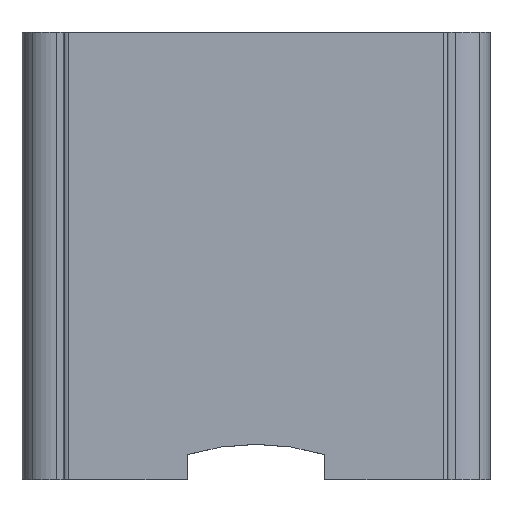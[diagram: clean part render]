
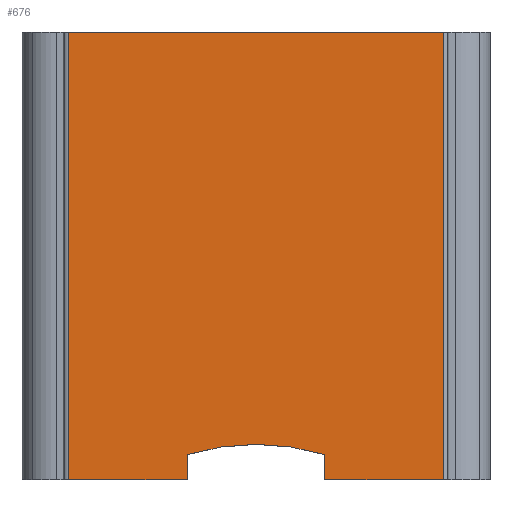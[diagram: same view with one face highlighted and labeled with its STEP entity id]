
A CAD part, top view. The second image highlights one B-rep face of the part: STEP entity #676.
In plain terms, the highlighted planar face has unit normal (0, 0, 1).
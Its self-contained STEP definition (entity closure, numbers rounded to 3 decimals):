
#18 = CARTESIAN_POINT ( 'NONE',  ( -2.841, 0., 1.448 ) ) ;
#31 = DIRECTION ( 'NONE',  ( 0., -1., 0. ) ) ;
#84 = FACE_OUTER_BOUND ( 'NONE', #1637, .T. ) ;
#109 = DIRECTION ( 'NONE',  ( -1., 0., 0. ) ) ;
#115 = ORIENTED_EDGE ( 'NONE', *, *, #1926, .F. ) ;
#132 = DIRECTION ( 'NONE',  ( 0., 1., 0. ) ) ;
#138 = VERTEX_POINT ( 'NONE', #1840 ) ;
#192 = LINE ( 'NONE', #549, #1625 ) ;
#193 = CARTESIAN_POINT ( 'NONE',  ( 2.765, 0., 1.448 ) ) ;
#329 = ORIENTED_EDGE ( 'NONE', *, *, #556, .F. ) ;
#427 = LINE ( 'NONE', #1290, #1487 ) ;
#429 = CARTESIAN_POINT ( 'NONE',  ( 2.765, 6.6, 1.448 ) ) ;
#434 = EDGE_CURVE ( 'NONE', #2007, #138, #596, .T. ) ;
#493 = PLANE ( 'NONE',  #1122 ) ;
#549 = CARTESIAN_POINT ( 'NONE',  ( 1.013, 0., 1.448 ) ) ;
#556 = EDGE_CURVE ( 'NONE', #1566, #1793, #1219, .T. ) ;
#594 = AXIS2_PLACEMENT_3D ( 'NONE', #1742, #1914, #1085 ) ;
#596 = LINE ( 'NONE', #193, #1445 ) ;
#621 = EDGE_CURVE ( 'NONE', #1878, #1566, #1265, .T. ) ;
#676 = ADVANCED_FACE ( 'NONE', ( #84 ), #493, .T. ) ;
#714 = CARTESIAN_POINT ( 'NONE',  ( 1.013, 0., 1.448 ) ) ;
#976 = CARTESIAN_POINT ( 'NONE',  ( -2.765, 0., 1.448 ) ) ;
#983 = DIRECTION ( 'NONE',  ( -1., 0., 0. ) ) ;
#995 = VERTEX_POINT ( 'NONE', #1415 ) ;
#1071 = VERTEX_POINT ( 'NONE', #714 ) ;
#1077 = ORIENTED_EDGE ( 'NONE', *, *, #621, .F. ) ;
#1084 = CARTESIAN_POINT ( 'NONE',  ( -1.013, 0., 1.448 ) ) ;
#1085 = DIRECTION ( 'NONE',  ( -1., 0., 0. ) ) ;
#1088 = VECTOR ( 'NONE', #983, 1000. ) ;
#1091 = DIRECTION ( 'NONE',  ( 0., -1., 0. ) ) ;
#1122 = AXIS2_PLACEMENT_3D ( 'NONE', #18, #1190, #1990 ) ;
#1125 = VECTOR ( 'NONE', #109, 1000. ) ;
#1138 = CARTESIAN_POINT ( 'NONE',  ( 2.841, 0., 1.448 ) ) ;
#1190 = DIRECTION ( 'NONE',  ( 0., 0., 1. ) ) ;
#1211 = CARTESIAN_POINT ( 'NONE',  ( -2.765, 6.6, 1.448 ) ) ;
#1213 = VECTOR ( 'NONE', #1091, 1000. ) ;
#1219 = LINE ( 'NONE', #976, #1581 ) ;
#1246 = EDGE_CURVE ( 'NONE', #995, #1881, #1427, .T. ) ;
#1262 = CARTESIAN_POINT ( 'NONE',  ( -1.013, 0., 1.448 ) ) ;
#1265 = LINE ( 'NONE', #1138, #1088 ) ;
#1290 = CARTESIAN_POINT ( 'NONE',  ( -1.421, 6.6, 1.448 ) ) ;
#1293 = DIRECTION ( 'NONE',  ( -1., 0., 0. ) ) ;
#1330 = ORIENTED_EDGE ( 'NONE', *, *, #1732, .F. ) ;
#1402 = DIRECTION ( 'NONE',  ( 0., 1., 0. ) ) ;
#1415 = CARTESIAN_POINT ( 'NONE',  ( 1.013, 0.369, 1.448 ) ) ;
#1427 = CIRCLE ( 'NONE', #594, 3.47 ) ;
#1434 = ORIENTED_EDGE ( 'NONE', *, *, #434, .F. ) ;
#1445 = VECTOR ( 'NONE', #31, 1000. ) ;
#1487 = VECTOR ( 'NONE', #1293, 1000. ) ;
#1501 = CARTESIAN_POINT ( 'NONE',  ( -2.765, 0., 1.448 ) ) ;
#1566 = VERTEX_POINT ( 'NONE', #1501 ) ;
#1581 = VECTOR ( 'NONE', #132, 1000. ) ;
#1625 = VECTOR ( 'NONE', #1402, 1000. ) ;
#1637 = EDGE_LOOP ( 'NONE', ( #115, #2110, #1330, #1950, #1434, #1723, #329, #1077 ) ) ;
#1641 = LINE ( 'NONE', #1262, #1213 ) ;
#1723 = ORIENTED_EDGE ( 'NONE', *, *, #2105, .T. ) ;
#1732 = EDGE_CURVE ( 'NONE', #1071, #995, #192, .T. ) ;
#1742 = CARTESIAN_POINT ( 'NONE',  ( 0., -2.95, 1.448 ) ) ;
#1793 = VERTEX_POINT ( 'NONE', #1211 ) ;
#1823 = LINE ( 'NONE', #2141, #1125 ) ;
#1840 = CARTESIAN_POINT ( 'NONE',  ( 2.765, 0., 1.448 ) ) ;
#1878 = VERTEX_POINT ( 'NONE', #1084 ) ;
#1881 = VERTEX_POINT ( 'NONE', #2071 ) ;
#1914 = DIRECTION ( 'NONE',  ( 0., 0., 1. ) ) ;
#1926 = EDGE_CURVE ( 'NONE', #1881, #1878, #1641, .T. ) ;
#1950 = ORIENTED_EDGE ( 'NONE', *, *, #2142, .F. ) ;
#1990 = DIRECTION ( 'NONE',  ( 1., 0., 0. ) ) ;
#2007 = VERTEX_POINT ( 'NONE', #429 ) ;
#2071 = CARTESIAN_POINT ( 'NONE',  ( -1.013, 0.369, 1.448 ) ) ;
#2105 = EDGE_CURVE ( 'NONE', #2007, #1793, #427, .T. ) ;
#2110 = ORIENTED_EDGE ( 'NONE', *, *, #1246, .F. ) ;
#2141 = CARTESIAN_POINT ( 'NONE',  ( 2.841, 0., 1.448 ) ) ;
#2142 = EDGE_CURVE ( 'NONE', #138, #1071, #1823, .T. ) ;
